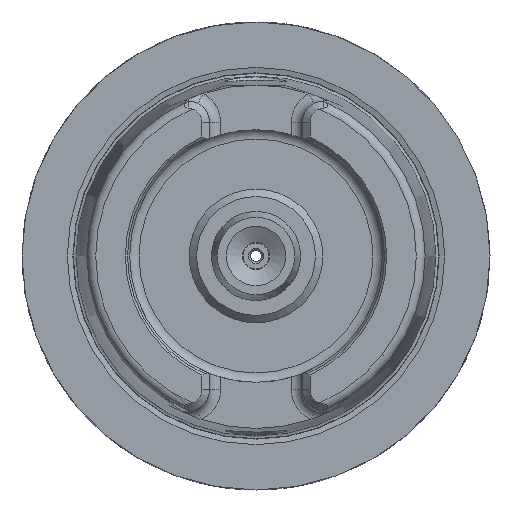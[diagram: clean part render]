
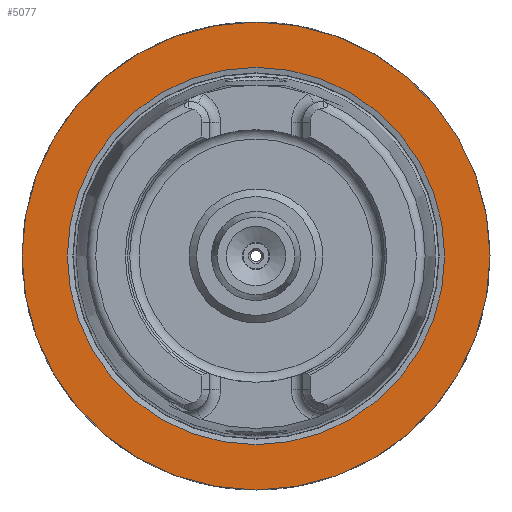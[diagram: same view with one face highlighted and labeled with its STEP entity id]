
A CAD part, left-side view. The second image highlights one B-rep face of the part: STEP entity #5077.
In plain terms, the highlighted planar face has unit normal (-1, 0, 0).
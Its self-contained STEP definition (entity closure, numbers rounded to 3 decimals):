
#4268=CARTESIAN_POINT('',(0.0,31.5,0.0));
#4269=VERTEX_POINT('',#4268);
#4270=CARTESIAN_POINT('',(0.0,0.0,0.0));
#4271=DIRECTION('',(1.0,0.0,0.0));
#4272=DIRECTION('',(0.0,1.0,0.0));
#4273=AXIS2_PLACEMENT_3D('',#4270,#4271,#4272);
#4274=CIRCLE('',#4273,31.5);
#4275=EDGE_CURVE('',#4269,#4269,#4274,.T.);
#5051=CARTESIAN_POINT('',(0.0,25.4,0.0));
#5052=VERTEX_POINT('',#5051);
#5053=CARTESIAN_POINT('',(0.0,0.0,0.0));
#5054=DIRECTION('',(1.0,0.0,0.0));
#5055=DIRECTION('',(0.0,1.0,0.0));
#5056=AXIS2_PLACEMENT_3D('',#5053,#5054,#5055);
#5057=CIRCLE('',#5056,25.4);
#5058=EDGE_CURVE('',#5052,#5052,#5057,.T.);
#5066=CARTESIAN_POINT('',(0.0,28.45,0.0));
#5067=DIRECTION('',(-1.0,0.0,0.0));
#5068=DIRECTION('',(0.0,0.0,1.0));
#5069=AXIS2_PLACEMENT_3D('',#5066,#5067,#5068);
#5070=PLANE('',#5069);
#5071=ORIENTED_EDGE('',*,*,#4275,.F.);
#5072=EDGE_LOOP('',(#5071));
#5073=FACE_OUTER_BOUND('',#5072,.T.);
#5074=ORIENTED_EDGE('',*,*,#5058,.T.);
#5075=EDGE_LOOP('',(#5074));
#5076=FACE_BOUND('',#5075,.T.);
#5077=ADVANCED_FACE('',(#5073,#5076),#5070,.T.);
